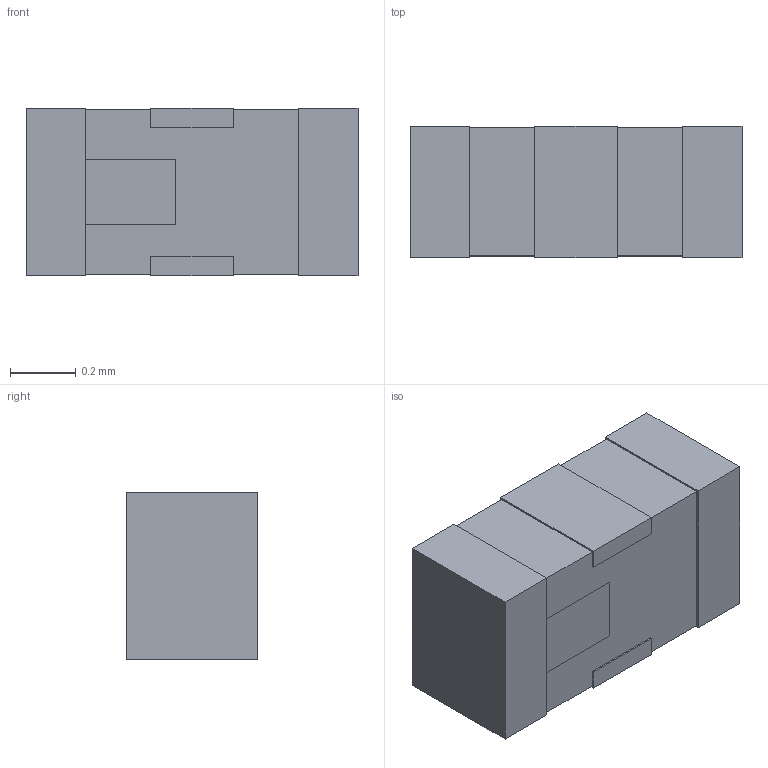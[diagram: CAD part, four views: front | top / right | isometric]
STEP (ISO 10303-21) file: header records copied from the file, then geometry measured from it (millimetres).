
FILE_DESCRIPTION(('FreeCAD Model'),'2;1');
FILE_NAME('Open CASCADE Shape Model','2025-03-28T08:23:52',(''),(''), 'Open CASCADE STEP processor 7.8','FreeCAD','Unknown');
FILE_SCHEMA(('CONFIG_CONTROL_DESIGN','SHAPE_APPEARANCE_LAYER_MIM'));
Length unit declared in the file: millimetre
Products named in the file (3): Part; 2450FM07A0029T; Face001
Assembly tree (2 placements, depth 2):
  Part
    2450FM07A0029T
    Face001
Bounding box: 1.01 x 0.4 x 0.51 mm (x, y, z)
Volume: 0.2 mm3; surface area: 2.3 mm2
Topology: 1 solids, 2 shells, 33 faces, 88 edges, 60 vertices
Faces by surface type: plane 33
Entity records: 1324 total; most frequent: CARTESIAN_POINT 184, ORIENTED_EDGE 172, DIRECTION 160, EDGE_CURVE 88, LINE 88, VECTOR 88, VERTEX_POINT 60, AXIS2_PLACEMENT_3D 36
